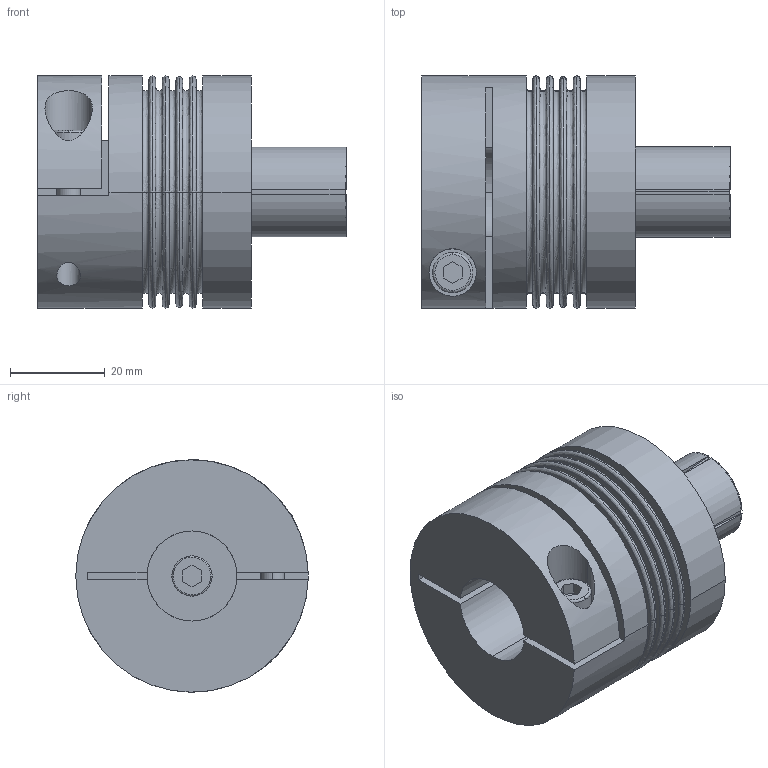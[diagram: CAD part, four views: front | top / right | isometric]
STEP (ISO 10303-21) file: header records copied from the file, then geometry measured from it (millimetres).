
FILE_DESCRIPTION(('STEP AP214'),'1');
FILE_NAME('cctmp_4B0B1E7A-E620-4F9D-ADB2-33B575B038FB_2023_06_09_08_33_12_0766..stp','2023-06-09T06:33:12',('R+W Antriebselemente GmbH'),('CADClick - www.CADClick.com'),'Spatial InterOp 3D',' ','unknown authorization');
FILE_SCHEMA(('AUTOMOTIVE_DESIGN'));
Length unit declared in the file: millimetre
Products named in the file (1): BK7/15/45/19/19
Bounding box: 65 x 49 x 49 mm (x, y, z)
Volume: 62154.8 mm3; surface area: 23238.1 mm2
Topology: 1 solids, 1 shells, 119 faces, 276 edges, 178 vertices
Faces by surface type: plane 53, cylinder 30, bspline 30, cone 6
Entity records: 7713 total; most frequent: CARTESIAN_POINT 4152, ORIENTED_EDGE 552, DIRECTION 517, EDGE_CURVE 276, AXIS2_PLACEMENT_3D 203, VERTEX_POINT 178, EDGE_LOOP 140, STYLED_ITEM 120
